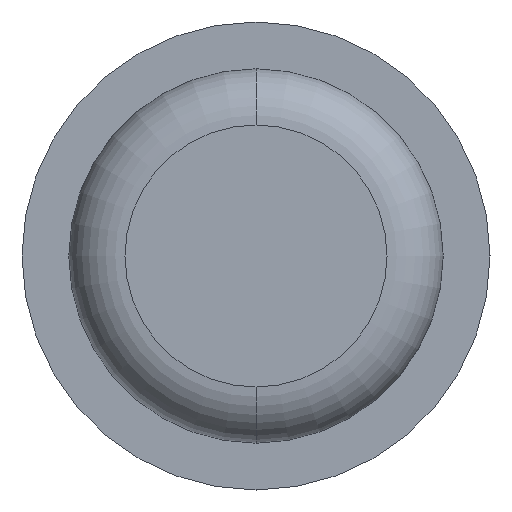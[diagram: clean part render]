
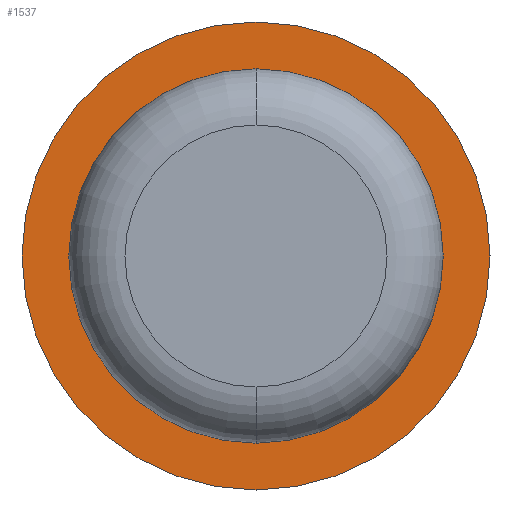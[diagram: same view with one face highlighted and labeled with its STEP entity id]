
A CAD part, front view. The second image highlights one B-rep face of the part: STEP entity #1537.
In plain terms, the highlighted planar face has unit normal (0, -1, 0).
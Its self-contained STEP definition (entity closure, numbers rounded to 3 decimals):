
#21 = CARTESIAN_POINT ( 'NONE',  ( 0., -0.6, 0. ) ) ;
#52 = CARTESIAN_POINT ( 'NONE',  ( 0., -0.6, -1.25 ) ) ;
#155 = CARTESIAN_POINT ( 'NONE',  ( 0., -0.6, 0. ) ) ;
#222 = AXIS2_PLACEMENT_3D ( 'NONE', #155, #873, #2961 ) ;
#254 = AXIS2_PLACEMENT_3D ( 'NONE', #2998, #2815, #1138 ) ;
#490 = DIRECTION ( 'NONE',  ( 0., 1., 0. ) ) ;
#762 = AXIS2_PLACEMENT_3D ( 'NONE', #1025, #2662, #1057 ) ;
#784 = VERTEX_POINT ( 'NONE', #1968 ) ;
#795 = EDGE_CURVE ( 'Defeature ausgef�hrt3_2+Defeature ausgef�hrt3_3+Defeature ausgef�hrt3_3+Defeature ausgef�hrt3_3', #784, #3026, #1407, .T. ) ;
#873 = DIRECTION ( 'NONE',  ( 0., 1., 0. ) ) ;
#1025 = CARTESIAN_POINT ( 'NONE',  ( 1.25, -0.6, 0. ) ) ;
#1057 = DIRECTION ( 'NONE',  ( 0., 0., 1. ) ) ;
#1138 = DIRECTION ( 'NONE',  ( 0., 0., 1. ) ) ;
#1232 = ORIENTED_EDGE ( 'NONE', *, *, #2362, .T. ) ;
#1258 = ORIENTED_EDGE ( 'NONE', *, *, #2245, .F. ) ;
#1295 = CARTESIAN_POINT ( 'NONE',  ( 0., -0.6, 1.25 ) ) ;
#1333 = ORIENTED_EDGE ( 'NONE', *, *, #1848, .F. ) ;
#1380 = CIRCLE ( 'NONE', #254, 1. ) ;
#1392 = CARTESIAN_POINT ( 'NONE',  ( 0., -0.6, 1. ) ) ;
#1407 = CIRCLE ( 'NONE', #2094, 1. ) ;
#1537 = ADVANCED_FACE ( 'Defeature ausgef�hrt3_2', ( #2478, #3017 ), #2652, .F. ) ;
#1606 = EDGE_LOOP ( 'NONE', ( #1232, #2510 ) ) ;
#1848 = EDGE_CURVE ( 'Defeature ausgef�hrt3_1+Defeature ausgef�hrt3_2+Defeature ausgef�hrt3_2+Defeature ausgef�hrt3_2', #2831, #2778, #2736, .T. ) ;
#1955 = DIRECTION ( 'NONE',  ( 0., 1., 0. ) ) ;
#1968 = CARTESIAN_POINT ( 'NONE',  ( 0., -0.6, -1. ) ) ;
#2094 = AXIS2_PLACEMENT_3D ( 'NONE', #2442, #1955, #2401 ) ;
#2135 = DIRECTION ( 'NONE',  ( 0., 0., 1. ) ) ;
#2170 = AXIS2_PLACEMENT_3D ( 'NONE', #21, #490, #2135 ) ;
#2245 = EDGE_CURVE ( 'Defeature ausgef�hrt3_1+Defeature ausgef�hrt3_2+Defeature ausgef�hrt3_2+Defeature ausgef�hrt3_2', #2778, #2831, #2374, .T. ) ;
#2362 = EDGE_CURVE ( 'Defeature ausgef�hrt3_2+Defeature ausgef�hrt3_3+Defeature ausgef�hrt3_3+Defeature ausgef�hrt3_3', #3026, #784, #1380, .T. ) ;
#2374 = CIRCLE ( 'NONE', #222, 1.25 ) ;
#2401 = DIRECTION ( 'NONE',  ( 0., 0., 1. ) ) ;
#2442 = CARTESIAN_POINT ( 'NONE',  ( 0., -0.6, 0. ) ) ;
#2478 = FACE_OUTER_BOUND ( 'NONE', #2881, .T. ) ;
#2510 = ORIENTED_EDGE ( 'NONE', *, *, #795, .T. ) ;
#2652 = PLANE ( 'NONE',  #762 ) ;
#2662 = DIRECTION ( 'NONE',  ( 0., 1., 0. ) ) ;
#2736 = CIRCLE ( 'NONE', #2170, 1.25 ) ;
#2778 = VERTEX_POINT ( 'NONE', #52 ) ;
#2815 = DIRECTION ( 'NONE',  ( 0., 1., 0. ) ) ;
#2831 = VERTEX_POINT ( 'NONE', #1295 ) ;
#2881 = EDGE_LOOP ( 'NONE', ( #1333, #1258 ) ) ;
#2961 = DIRECTION ( 'NONE',  ( 0., 0., 1. ) ) ;
#2998 = CARTESIAN_POINT ( 'NONE',  ( 0., -0.6, 0. ) ) ;
#3017 = FACE_BOUND ( 'NONE', #1606, .T. ) ;
#3026 = VERTEX_POINT ( 'NONE', #1392 ) ;
